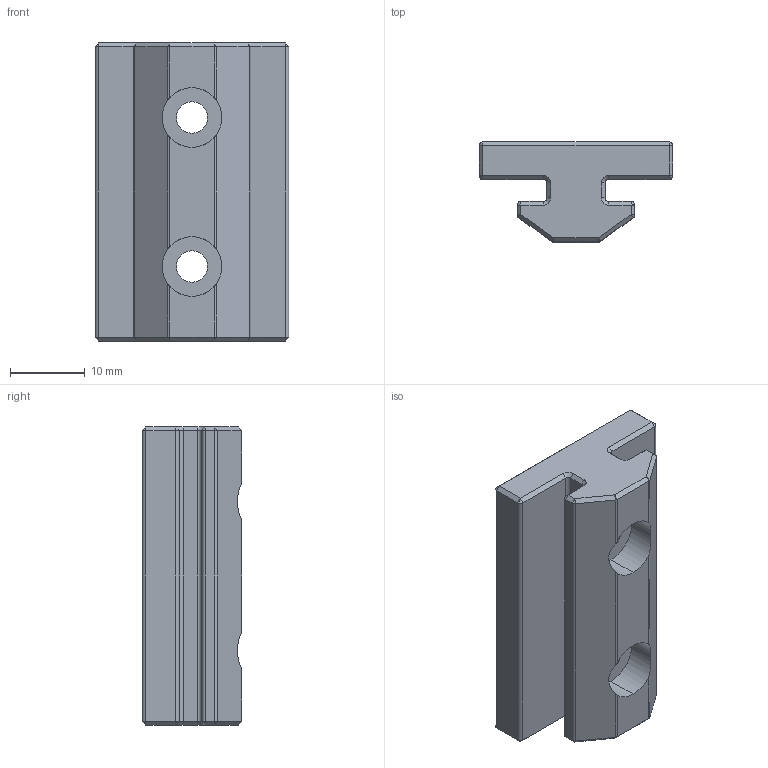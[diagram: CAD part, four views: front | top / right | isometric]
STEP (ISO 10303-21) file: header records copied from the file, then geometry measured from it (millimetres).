
FILE_DESCRIPTION (( 'STEP AP214' ), '1' );
FILE_NAME ('A671 Îäíîñòîðîííèé ñëàéäåð äëÿ ïðîôèëÿ ñ ïàçîì 8 ìì.STEP', '2023-01-09T09:22:45', ( '' ), ( '' ), 'SwSTEP 2.0', 'SolidWorks 2022', '' );
FILE_SCHEMA (( 'AUTOMOTIVE_DESIGN' ));
Length unit declared in the file: millimetre
Products named in the file (1): A671 Односторонний слайдер для профиля с пазом 8 мм
Bounding box: 26 x 13.4 x 40 mm (x, y, z)
Volume: 8201.5 mm3; surface area: 4297.7 mm2
Topology: 1 solids, 1 shells, 102 faces, 244 edges, 124 vertices
Faces by surface type: plane 48, cone 28, cylinder 26
Entity records: 2746 total; most frequent: CARTESIAN_POINT 487, DIRECTION 474, ORIENTED_EDGE 448, EDGE_CURVE 224, AXIS2_PLACEMENT_3D 159, LINE 156, VECTOR 156, VERTEX_POINT 124
